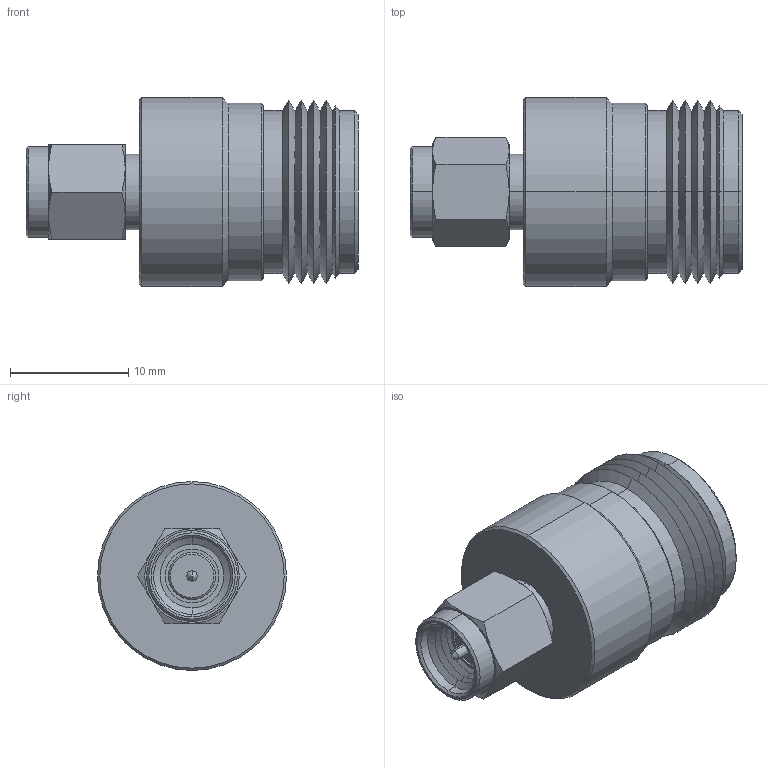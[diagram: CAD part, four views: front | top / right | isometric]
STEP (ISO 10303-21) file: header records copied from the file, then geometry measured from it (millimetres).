
FILE_DESCRIPTION (( 'STEP AP214' ), '1' );
FILE_NAME ('FMAD10069_3D.step', '2025-02-24T20:24:25', ( '' ), ( '' ), 'SwSTEP 2.0', 'SolidWorks 2022', '' );
FILE_SCHEMA (( 'AUTOMOTIVE_DESIGN' ));
Length unit declared in the file: millimetre
Products named in the file (1): FMAD10069_3D
Bounding box: 28.1 x 16 x 16 mm (x, y, z)
Volume: 3116.4 mm3; surface area: 2535.1 mm2
Topology: 1 solids, 1 shells, 163 faces, 346 edges, 196 vertices
Faces by surface type: cone 88, cylinder 38, plane 37
Entity records: 4460 total; most frequent: CARTESIAN_POINT 926, DIRECTION 792, ORIENTED_EDGE 684, EDGE_CURVE 342, AXIS2_PLACEMENT_3D 334, VERTEX_POINT 196, EDGE_LOOP 178, CIRCLE 170
